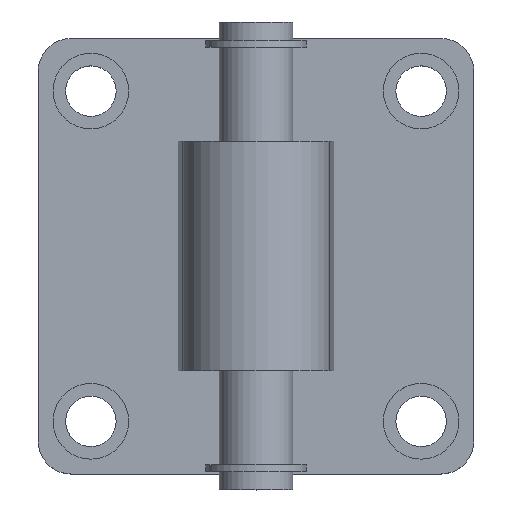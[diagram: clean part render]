
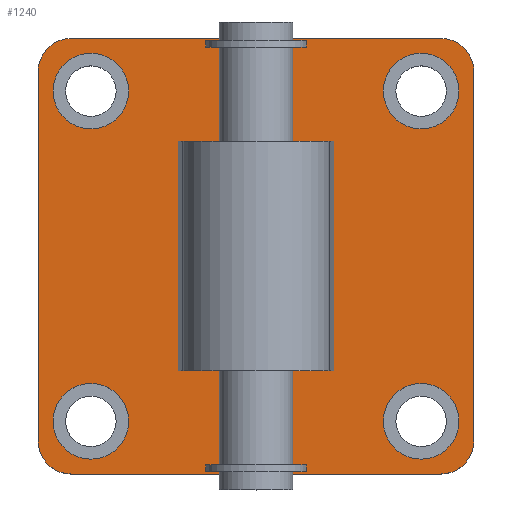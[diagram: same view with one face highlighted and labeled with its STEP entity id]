
A CAD part, top view. The second image highlights one B-rep face of the part: STEP entity #1240.
In plain terms, the highlighted planar face has unit normal (0, 0, 1).
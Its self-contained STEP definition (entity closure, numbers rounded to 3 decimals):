
#283=CARTESIAN_POINT('',(47.5,-40.25,14.));
#284=VERTEX_POINT('',#283);
#285=CARTESIAN_POINT('',(40.25,-47.5,14.));
#286=VERTEX_POINT('',#285);
#287=CARTESIAN_POINT('',(40.25,-40.25,14.));
#288=DIRECTION('',(0.0,0.0,-1.));
#289=DIRECTION('',(0.707,-0.707,0.0));
#290=AXIS2_PLACEMENT_3D('',#287,#288,#289);
#291=CIRCLE('',#290,7.25);
#292=EDGE_CURVE('',#284,#286,#291,.T.);
#334=CARTESIAN_POINT('',(47.5,40.25,14.));
#335=VERTEX_POINT('',#334);
#342=CARTESIAN_POINT('',(47.5,40.25,14.));
#343=DIRECTION('',(0.0,-1.0,0.0));
#344=VECTOR('',#343,80.5);
#345=LINE('',#342,#344);
#346=EDGE_CURVE('',#335,#284,#345,.T.);
#470=CARTESIAN_POINT('',(-47.5,40.25,14.));
#471=VERTEX_POINT('',#470);
#472=CARTESIAN_POINT('',(-40.25,47.5,14.));
#473=VERTEX_POINT('',#472);
#474=CARTESIAN_POINT('',(-40.25,40.25,14.));
#475=DIRECTION('',(0.0,0.0,-1.));
#476=DIRECTION('',(-0.707,0.707,0.0));
#477=AXIS2_PLACEMENT_3D('',#474,#475,#476);
#478=CIRCLE('',#477,7.25);
#479=EDGE_CURVE('',#471,#473,#478,.T.);
#503=CARTESIAN_POINT('',(40.25,47.5,14.));
#504=VERTEX_POINT('',#503);
#505=CARTESIAN_POINT('',(-40.25,47.5,14.));
#506=DIRECTION('',(1.0,0.0,0.0));
#507=VECTOR('',#506,80.5);
#508=LINE('',#505,#507);
#509=EDGE_CURVE('',#473,#504,#508,.T.);
#526=CARTESIAN_POINT('',(40.25,40.25,14.));
#527=DIRECTION('',(0.0,0.0,-1.));
#528=DIRECTION('',(0.707,0.707,0.0));
#529=AXIS2_PLACEMENT_3D('',#526,#527,#528);
#530=CIRCLE('',#529,7.25);
#531=EDGE_CURVE('',#504,#335,#530,.T.);
#544=CARTESIAN_POINT('',(-40.25,-47.5,14.));
#545=VERTEX_POINT('',#544);
#546=CARTESIAN_POINT('',(-47.5,-40.25,14.));
#547=VERTEX_POINT('',#546);
#548=CARTESIAN_POINT('',(-40.25,-40.25,14.));
#549=DIRECTION('',(0.0,0.0,-1.));
#550=DIRECTION('',(-0.707,-0.707,0.0));
#551=AXIS2_PLACEMENT_3D('',#548,#549,#550);
#552=CIRCLE('',#551,7.25);
#553=EDGE_CURVE('',#545,#547,#552,.T.);
#579=CARTESIAN_POINT('',(-47.5,-40.25,14.));
#580=DIRECTION('',(0.0,1.0,0.0));
#581=VECTOR('',#580,80.5);
#582=LINE('',#579,#581);
#583=EDGE_CURVE('',#547,#471,#582,.T.);
#642=CARTESIAN_POINT('',(44.25,36.,14.));
#643=VERTEX_POINT('',#642);
#644=CARTESIAN_POINT('',(36.,36.,14.));
#645=DIRECTION('',(0.0,0.0,-1.0));
#646=DIRECTION('',(1.0,0.0,0.0));
#647=AXIS2_PLACEMENT_3D('',#644,#645,#646);
#648=CIRCLE('',#647,8.25);
#649=EDGE_CURVE('',#643,#643,#648,.T.);
#744=CARTESIAN_POINT('',(-27.75,-36.0,14.));
#745=VERTEX_POINT('',#744);
#746=CARTESIAN_POINT('',(-36.,-36.0,14.));
#747=DIRECTION('',(0.0,0.0,-1.0));
#748=DIRECTION('',(1.0,0.0,0.0));
#749=AXIS2_PLACEMENT_3D('',#746,#747,#748);
#750=CIRCLE('',#749,8.25);
#751=EDGE_CURVE('',#745,#745,#750,.T.);
#846=CARTESIAN_POINT('',(-27.75,36.0,14.));
#847=VERTEX_POINT('',#846);
#848=CARTESIAN_POINT('',(-36.,36.0,14.));
#849=DIRECTION('',(0.0,0.0,-1.0));
#850=DIRECTION('',(1.0,0.0,0.0));
#851=AXIS2_PLACEMENT_3D('',#848,#849,#850);
#852=CIRCLE('',#851,8.25);
#853=EDGE_CURVE('',#847,#847,#852,.T.);
#948=CARTESIAN_POINT('',(44.25,-36.,14.));
#949=VERTEX_POINT('',#948);
#950=CARTESIAN_POINT('',(36.,-36.,14.));
#951=DIRECTION('',(0.0,0.0,-1.0));
#952=DIRECTION('',(1.0,0.0,0.0));
#953=AXIS2_PLACEMENT_3D('',#950,#951,#952);
#954=CIRCLE('',#953,8.25);
#955=EDGE_CURVE('',#949,#949,#954,.T.);
#1051=CARTESIAN_POINT('',(-16.976,-25.0,14.));
#1052=VERTEX_POINT('',#1051);
#1061=CARTESIAN_POINT('',(16.976,-25.0,14.));
#1062=VERTEX_POINT('',#1061);
#1063=CARTESIAN_POINT('',(16.976,-25.0,14.));
#1064=DIRECTION('',(-1.0,0.0,0.0));
#1065=VECTOR('',#1064,33.952);
#1066=LINE('',#1063,#1065);
#1067=EDGE_CURVE('',#1062,#1052,#1066,.T.);
#1095=CARTESIAN_POINT('',(16.976,25.0,14.));
#1096=VERTEX_POINT('',#1095);
#1112=CARTESIAN_POINT('',(16.976,25.0,14.));
#1113=DIRECTION('',(0.0,-1.0,0.0));
#1114=VECTOR('',#1113,50.0);
#1115=LINE('',#1112,#1114);
#1116=EDGE_CURVE('',#1096,#1062,#1115,.T.);
#1151=CARTESIAN_POINT('',(-16.976,25.0,14.));
#1152=VERTEX_POINT('',#1151);
#1159=CARTESIAN_POINT('',(-16.976,-25.0,14.));
#1160=DIRECTION('',(0.0,1.0,0.0));
#1161=VECTOR('',#1160,50.0);
#1162=LINE('',#1159,#1161);
#1163=EDGE_CURVE('',#1052,#1152,#1162,.T.);
#1176=CARTESIAN_POINT('',(-16.976,25.0,14.));
#1177=DIRECTION('',(1.0,0.0,0.0));
#1178=VECTOR('',#1177,33.952);
#1179=LINE('',#1176,#1178);
#1180=EDGE_CURVE('',#1152,#1096,#1179,.T.);
#1196=CARTESIAN_POINT('',(40.25,-47.5,14.));
#1197=DIRECTION('',(-1.0,0.0,0.0));
#1198=VECTOR('',#1197,80.5);
#1199=LINE('',#1196,#1198);
#1200=EDGE_CURVE('',#286,#545,#1199,.T.);
#1207=CARTESIAN_POINT('',(0.0,0.,14.));
#1208=DIRECTION('',(0.0,0.0,1.0));
#1209=DIRECTION('',(1.0,0.0,0.0));
#1210=AXIS2_PLACEMENT_3D('',#1207,#1208,#1209);
#1211=PLANE('',#1210);
#1212=ORIENTED_EDGE('',*,*,#292,.F.);
#1213=ORIENTED_EDGE('',*,*,#346,.F.);
#1214=ORIENTED_EDGE('',*,*,#531,.F.);
#1215=ORIENTED_EDGE('',*,*,#509,.F.);
#1216=ORIENTED_EDGE('',*,*,#479,.F.);
#1217=ORIENTED_EDGE('',*,*,#583,.F.);
#1218=ORIENTED_EDGE('',*,*,#553,.F.);
#1219=ORIENTED_EDGE('',*,*,#1200,.F.);
#1220=EDGE_LOOP('',(#1212,#1213,#1214,#1215,#1216,#1217,#1218,#1219));
#1221=FACE_OUTER_BOUND('',#1220,.T.);
#1222=ORIENTED_EDGE('',*,*,#649,.T.);
#1223=EDGE_LOOP('',(#1222));
#1224=FACE_BOUND('',#1223,.T.);
#1225=ORIENTED_EDGE('',*,*,#751,.T.);
#1226=EDGE_LOOP('',(#1225));
#1227=FACE_BOUND('',#1226,.T.);
#1228=ORIENTED_EDGE('',*,*,#853,.T.);
#1229=EDGE_LOOP('',(#1228));
#1230=FACE_BOUND('',#1229,.T.);
#1231=ORIENTED_EDGE('',*,*,#955,.T.);
#1232=EDGE_LOOP('',(#1231));
#1233=FACE_BOUND('',#1232,.T.);
#1234=ORIENTED_EDGE('',*,*,#1067,.T.);
#1235=ORIENTED_EDGE('',*,*,#1163,.T.);
#1236=ORIENTED_EDGE('',*,*,#1180,.T.);
#1237=ORIENTED_EDGE('',*,*,#1116,.T.);
#1238=EDGE_LOOP('',(#1234,#1235,#1236,#1237));
#1239=FACE_BOUND('',#1238,.T.);
#1240=ADVANCED_FACE('',(#1221,#1224,#1227,#1230,#1233,#1239),#1211,.T.);
